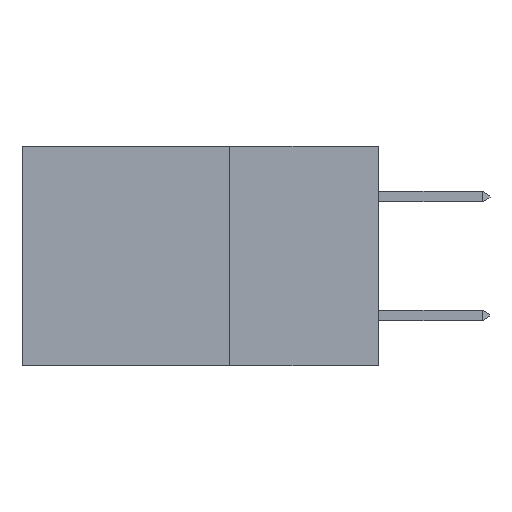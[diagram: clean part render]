
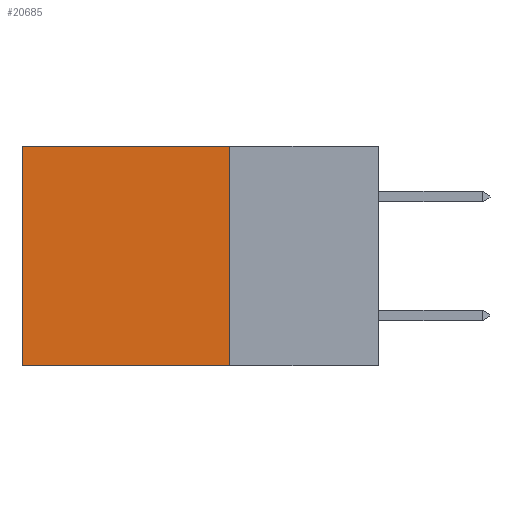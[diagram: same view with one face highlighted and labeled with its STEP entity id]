
A CAD part, left-side view. The second image highlights one B-rep face of the part: STEP entity #20685.
In plain terms, the highlighted planar face has unit normal (-1, 0, 0).
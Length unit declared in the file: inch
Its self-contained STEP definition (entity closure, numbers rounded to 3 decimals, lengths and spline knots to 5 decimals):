
#327 = CARTESIAN_POINT ( 'NONE',  ( 0.298, 0.25, 0. ) ) ;
#837 = VERTEX_POINT ( 'NONE', #14340 ) ;
#1167 = LINE ( 'NONE', #2526, #21663 ) ;
#1641 = DIRECTION ( 'NONE',  ( 0., 0., -1. ) ) ;
#2526 = CARTESIAN_POINT ( 'NONE',  ( 0.298, 0.25, 0. ) ) ;
#3485 = CARTESIAN_POINT ( 'NONE',  ( 0.298, 0.25, -0.37 ) ) ;
#4245 = VECTOR ( 'NONE', #8864, 39.37008 ) ;
#6545 = VECTOR ( 'NONE', #11914, 39.37008 ) ;
#6967 = ORIENTED_EDGE ( 'NONE', *, *, #24539, .T. ) ;
#7449 = PLANE ( 'NONE',  #16518 ) ;
#8542 = VERTEX_POINT ( 'NONE', #16823 ) ;
#8864 = DIRECTION ( 'NONE',  ( 0., 0., -1. ) ) ;
#9476 = DIRECTION ( 'NONE',  ( 1., 0., 0. ) ) ;
#10756 = LINE ( 'NONE', #13518, #25195 ) ;
#11914 = DIRECTION ( 'NONE',  ( 0., 1., 0. ) ) ;
#13518 = CARTESIAN_POINT ( 'NONE',  ( 0.298, 0.6, 0. ) ) ;
#14040 = EDGE_CURVE ( 'NONE', #21498, #21890, #19545, .T. ) ;
#14340 = CARTESIAN_POINT ( 'NONE',  ( 0.298, 0.6, 0. ) ) ;
#14460 = ORIENTED_EDGE ( 'NONE', *, *, #14040, .F. ) ;
#14720 = CARTESIAN_POINT ( 'NONE',  ( 0.298, 0.25, -0.37 ) ) ;
#15289 = FACE_OUTER_BOUND ( 'NONE', #19758, .T. ) ;
#15792 = ORIENTED_EDGE ( 'NONE', *, *, #22568, .T. ) ;
#16496 = DIRECTION ( 'NONE',  ( 0., 1., 0. ) ) ;
#16518 = AXIS2_PLACEMENT_3D ( 'NONE', #21329, #9476, #23272 ) ;
#16823 = CARTESIAN_POINT ( 'NONE',  ( 0.298, 0.6, -0.37 ) ) ;
#16843 = CARTESIAN_POINT ( 'NONE',  ( 0.298, 0.25, 0. ) ) ;
#17166 = LINE ( 'NONE', #14720, #6545 ) ;
#19114 = EDGE_CURVE ( 'NONE', #21890, #8542, #17166, .T. ) ;
#19545 = LINE ( 'NONE', #16843, #4245 ) ;
#19758 = EDGE_LOOP ( 'NONE', ( #6967, #22137, #14460, #15792 ) ) ;
#20685 = ADVANCED_FACE ( 'NONE', ( #15289 ), #7449, .F. ) ;
#21329 = CARTESIAN_POINT ( 'NONE',  ( 0.298, 0.25, 0. ) ) ;
#21498 = VERTEX_POINT ( 'NONE', #327 ) ;
#21663 = VECTOR ( 'NONE', #16496, 39.37008 ) ;
#21890 = VERTEX_POINT ( 'NONE', #3485 ) ;
#22137 = ORIENTED_EDGE ( 'NONE', *, *, #19114, .F. ) ;
#22568 = EDGE_CURVE ( 'NONE', #21498, #837, #1167, .T. ) ;
#23272 = DIRECTION ( 'NONE',  ( 0., 0., -1. ) ) ;
#24539 = EDGE_CURVE ( 'NONE', #837, #8542, #10756, .T. ) ;
#25195 = VECTOR ( 'NONE', #1641, 39.37008 ) ;
